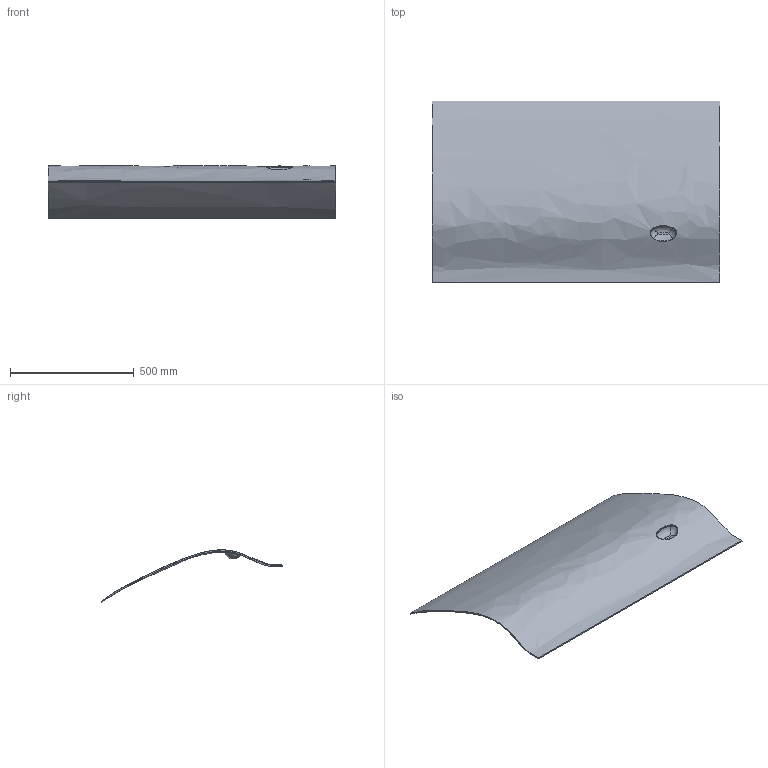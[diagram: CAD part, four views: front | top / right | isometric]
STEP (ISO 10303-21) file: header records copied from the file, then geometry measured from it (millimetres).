
FILE_DESCRIPTION(/* description */ ('STEP AP242','CAx-IF Rec.Pracs.---Representation and Presentation of Product Manufacturing Information (PMI)---4.0---2014-10-13','CAx-IF Rec.Pracs.---3D Tessellated Geometry---0.4---2014-09-14','2;1'),/* implementation_level */ '2;1');
FILE_NAME(/* name */ '64198a0b52b91f03f330565e',/* time_stamp */ '2023-03-21T10:42:19+00:00',/* author */ (''),/* organization */ (''),/* preprocessor_version */ 'ST-DEVELOPER v18.102',/* originating_system */ ' ',/* authorisation */ ' ');
FILE_SCHEMA (('AP242_MANAGED_MODEL_BASED_3D_ENGINEERING_MIM_LF { 1 0 10303 442 1 1 4 }'));
Length unit declared in the file: metre
Products named in the file (1): Part 2
Bounding box: 1163.27 x 736.06 x 211.55 mm (x, y, z)
Volume: 4608666.8 mm3; surface area: 1870853.1 mm2
Topology: 1 solids, 1 shells, 27 faces, 69 edges, 42 vertices
Faces by surface type: bspline 18, plane 9
Entity records: 4686 total; most frequent: CARTESIAN_POINT 4182, ORIENTED_EDGE 130, EDGE_CURVE 65, B_SPLINE_CURVE_WITH_KNOTS 47, VERTEX_POINT 42, DIRECTION 40, EDGE_LOOP 29, FACE_BOUND 29
